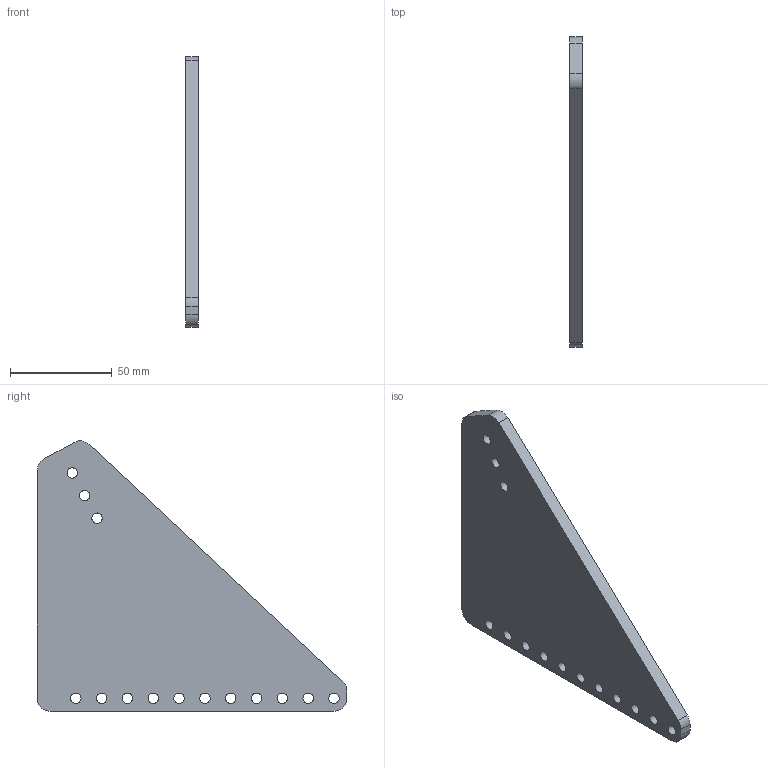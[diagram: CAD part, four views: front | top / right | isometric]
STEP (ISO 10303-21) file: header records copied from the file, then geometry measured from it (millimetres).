
FILE_DESCRIPTION(/* description */ ('STEP AP214'),/* implementation_level */ '2;1');
FILE_NAME(/* name */ '65c589cf5f58383adc4ca7b9',/* time_stamp */ '2024-02-09T02:11:27Z',/* author */ (''),/* organization */ (''),/* preprocessor_version */ 'ST-DEVELOPER v19.4',/* originating_system */ ' ',/* authorisation */ ' ');
FILE_SCHEMA (('AUTOMOTIVE_DESIGN {1 0 10303 214 3 1 1}'));
Length unit declared in the file: metre
Products named in the file (1): Back Plate
Bounding box: 6.35 x 152.4 x 133.05 mm (x, y, z)
Volume: 76981.8 mm3; surface area: 28740.7 mm2
Topology: 1 solids, 1 shells, 26 faces, 72 edges, 48 vertices
Faces by surface type: cylinder 19, plane 7
Full cylindrical faces by diameter (mm): 5.105 x14
Entity records: 870 total; most frequent: DIRECTION 150, CARTESIAN_POINT 133, ORIENTED_EDGE 116, EDGE_LOOP 68, FACE_BOUND 68, AXIS2_PLACEMENT_3D 65, EDGE_CURVE 58, VERTEX_POINT 48
